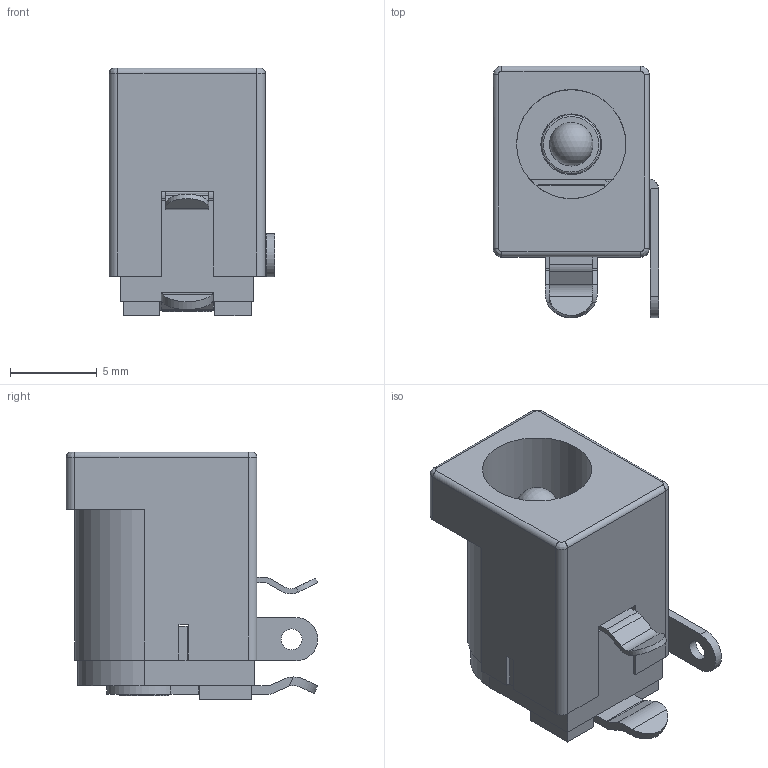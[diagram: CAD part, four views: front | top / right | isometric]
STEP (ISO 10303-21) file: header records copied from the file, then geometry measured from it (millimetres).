
FILE_DESCRIPTION(/* description */ ('STEP AP214'),/* implementation_level */ '2;1');
FILE_NAME(/* name */ 'DCJ250-10-A-K1-K',/* time_stamp */ '2023-03-08T11:17:04+01:00',/* author */ ('License CC BY-ND 4.0'),/* organization */ ('CADENAS'),/* preprocessor_version */ 'ST-DEVELOPER v18.102',/* originating_system */ 'PARTsolutions',/* authorisation */ ' ');
FILE_SCHEMA (('AUTOMOTIVE_DESIGN {1 0 10303 214 3 1 1}'));
Length unit declared in the file: millimetre
Products named in the file (7): DCJ250-10-A-K1-K; DCJ250-10-A-K1-K_PART6; DCJ250-10-A-K1-K_PART5; DCJ250-10-A-K1-K_PART4; DCJ250-10-A-K1-K_PART3; DCJ250-10-A-K1-K_PART2; DCJ250-10-A-K1-K_PART1
Assembly tree (6 placements, depth 2):
  DCJ250-10-A-K1-K
    DCJ250-10-A-K1-K_PART6
    DCJ250-10-A-K1-K_PART5
    DCJ250-10-A-K1-K_PART4
    DCJ250-10-A-K1-K_PART3
    DCJ250-10-A-K1-K_PART2
    DCJ250-10-A-K1-K_PART1
Bounding box: 9.55 x 14.51 x 14.3 mm (x, y, z)
Volume: 757.5 mm3; surface area: 1704.7 mm2
Topology: 6 solids, 6 shells, 203 faces, 517 edges, 330 vertices
Faces by surface type: plane 125, cylinder 57, bspline 16, torus 3, cone 1, sphere 1
Full cylindrical faces by diameter (mm): 1.2 x1, 1.5 x2, 1.684 x1, 2 x1, 2.1 x2, 2.5 x1, 2.8 x1, 3.4 x1, 3.5 x1, 6.3 x1
Entity records: 6531 total; most frequent: CARTESIAN_POINT 1631, ORIENTED_EDGE 978, DIRECTION 935, EDGE_CURVE 489, LINE 347, VECTOR 347, VERTEX_POINT 321, AXIS2_PLACEMENT_3D 294
